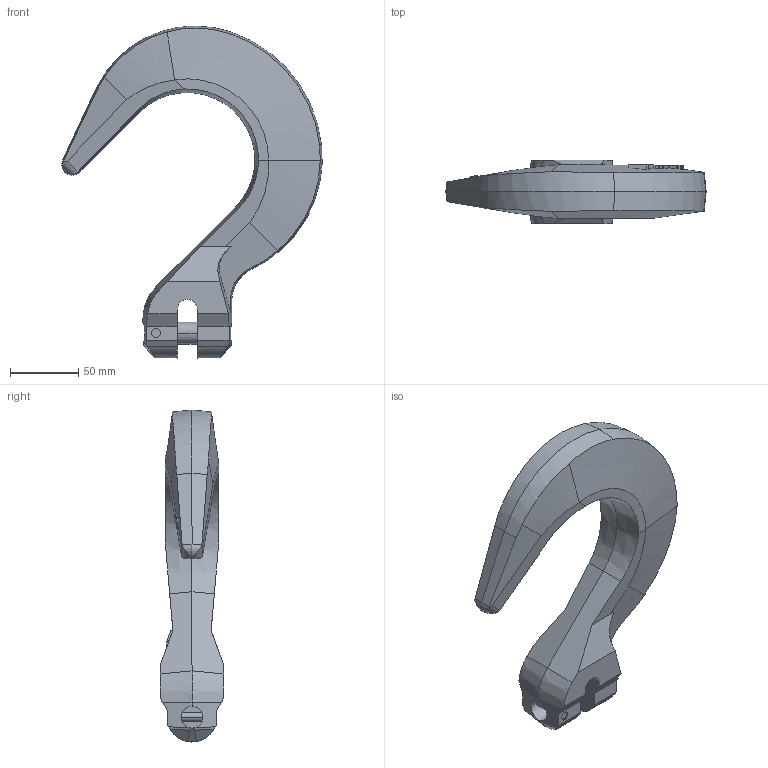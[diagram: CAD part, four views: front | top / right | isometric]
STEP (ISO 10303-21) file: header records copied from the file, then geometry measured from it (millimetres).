
FILE_DESCRIPTION((''),'2;1');
FILE_NAME('4VWH-13','2005-01-19T',('jakubetz'),(''),'PRO/ENGINEER BY PARAMETRIC TECHNOLOGY CORPORATION, 2001400','PRO/ENGINEER BY PARAMETRIC TECHNOLOGY CORPORATION, 2001400','');
FILE_SCHEMA(('CONFIG_CONTROL_DESIGN'));
Length unit declared in the file: millimetre
Products named in the file (1): 4VWH-13
Bounding box: 190.62 x 46.8 x 243.1 mm (x, y, z)
Volume: 556465.7 mm3; surface area: 66177 mm2
Topology: 1 solids, 1 shells, 231 faces, 635 edges, 414 vertices
Faces by surface type: plane 178, cylinder 25, cone 20, bspline 4, torus 4
Entity records: 7888 total; most frequent: CARTESIAN_POINT 2295, ORIENTED_EDGE 1270, DIRECTION 959, EDGE_CURVE 635, VERTEX_POINT 414, VECTOR 413, LINE 413, AXIS2_PLACEMENT_3D 273
